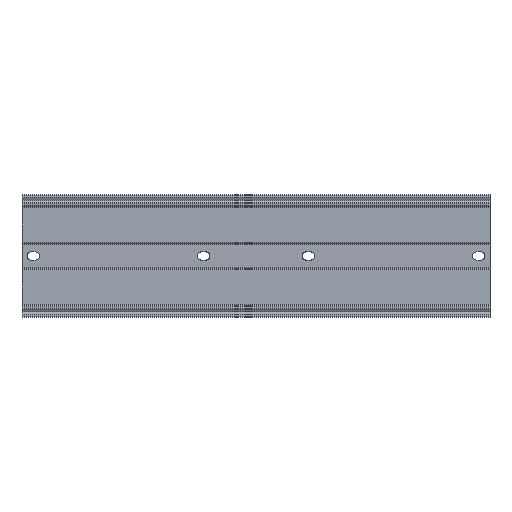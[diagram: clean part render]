
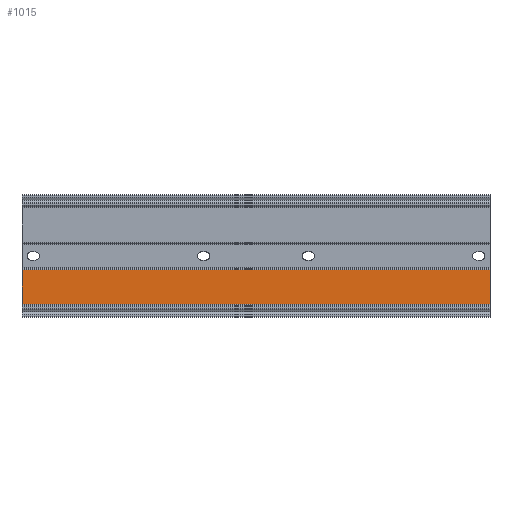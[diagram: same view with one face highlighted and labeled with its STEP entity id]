
A CAD part, top view. The second image highlights one B-rep face of the part: STEP entity #1015.
In plain terms, the highlighted planar face has unit normal (0, 0, 1).
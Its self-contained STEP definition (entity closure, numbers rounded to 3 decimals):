
#895=FACE_OUTER_BOUND('',#1229,.T.);
#1015=ADVANCED_FACE('',(#895),#1110,.T.);
#1110=PLANE('',#3499);
#1229=EDGE_LOOP('',(#2062,#2063,#2064,#2065));
#1449=LINE('',#4790,#1693);
#1450=LINE('',#4792,#1694);
#1451=LINE('',#4794,#1695);
#1452=LINE('',#4796,#1696);
#1693=VECTOR('',#4026,1.);
#1694=VECTOR('',#4029,1.);
#1695=VECTOR('',#4030,1.);
#1696=VECTOR('',#4031,1.);
#2062=ORIENTED_EDGE('',*,*,#2968,.F.);
#2063=ORIENTED_EDGE('',*,*,#2967,.F.);
#2064=ORIENTED_EDGE('',*,*,#2969,.T.);
#2065=ORIENTED_EDGE('',*,*,#2970,.T.);
#2672=VERTEX_POINT('',#4787);
#2673=VERTEX_POINT('',#4789);
#2674=VERTEX_POINT('',#4793);
#2675=VERTEX_POINT('',#4795);
#2967=EDGE_CURVE('',#2673,#2672,#1449,.T.);
#2968=EDGE_CURVE('',#2672,#2674,#1450,.T.);
#2969=EDGE_CURVE('',#2673,#2675,#1451,.T.);
#2970=EDGE_CURVE('',#2675,#2674,#1452,.T.);
#3499=AXIS2_PLACEMENT_3D('',#4797,#4032,#4033);
#4026=DIRECTION('',(-1.,0.,0.));
#4029=DIRECTION('',(0.,1.,0.));
#4030=DIRECTION('',(0.,1.,0.));
#4031=DIRECTION('',(-1.,0.,0.));
#4032=DIRECTION('',(0.,0.,1.));
#4033=DIRECTION('',(1.,0.,0.));
#4787=CARTESIAN_POINT('',(0.,13.5,14.25));
#4789=CARTESIAN_POINT('',(500.,13.5,14.25));
#4790=CARTESIAN_POINT('',(500.,13.5,14.25));
#4792=CARTESIAN_POINT('',(0.,13.5,14.25));
#4793=CARTESIAN_POINT('',(0.,50.75,14.25));
#4794=CARTESIAN_POINT('',(500.,13.5,14.25));
#4795=CARTESIAN_POINT('',(500.,50.75,14.25));
#4796=CARTESIAN_POINT('',(500.,50.75,14.25));
#4797=CARTESIAN_POINT('',(500.,13.5,14.25));
